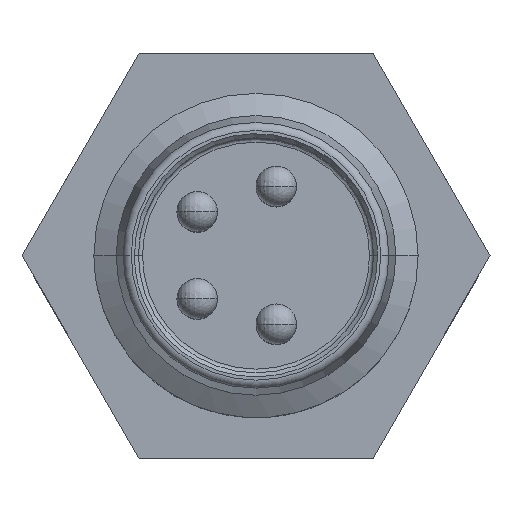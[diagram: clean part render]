
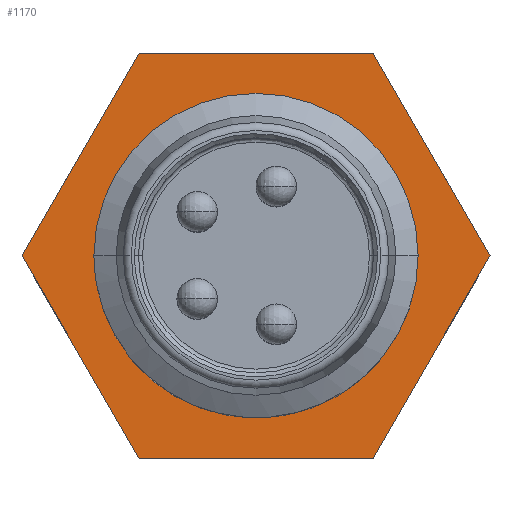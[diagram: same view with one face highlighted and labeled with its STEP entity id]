
A CAD part, top view. The second image highlights one B-rep face of the part: STEP entity #1170.
In plain terms, the highlighted planar face has unit normal (0, 0, 1).
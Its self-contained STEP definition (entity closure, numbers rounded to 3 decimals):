
#1109=AXIS2_PLACEMENT_3D('Plane Axis2P3D',#1106,#1107,#1108) ;
#1154=AXIS2_PLACEMENT_3D('Circle Axis2P3D',#1152,#1153,$) ;
#1163=AXIS2_PLACEMENT_3D('Circle Axis2P3D',#1161,#1162,$) ;
#1071=CARTESIAN_POINT('Line Origine',(5.774,10.,15.5)) ;
#1075=CARTESIAN_POINT('Vertex',(8.66,10.,15.5)) ;
#1077=CARTESIAN_POINT('Vertex',(2.887,10.,15.5)) ;
#1106=CARTESIAN_POINT('Axis2P3D Location',(5.774,5.,15.5)) ;
#1111=CARTESIAN_POINT('Line Origine',(10.104,7.5,15.5)) ;
#1115=CARTESIAN_POINT('Vertex',(11.547,5.,15.5)) ;
#1118=CARTESIAN_POINT('Line Origine',(1.443,7.5,15.5)) ;
#1122=CARTESIAN_POINT('Vertex',(0.,5.,15.5)) ;
#1125=CARTESIAN_POINT('Line Origine',(1.443,2.5,15.5)) ;
#1129=CARTESIAN_POINT('Vertex',(2.887,0.,15.5)) ;
#1132=CARTESIAN_POINT('Line Origine',(5.774,0.,15.5)) ;
#1136=CARTESIAN_POINT('Vertex',(8.66,0.,15.5)) ;
#1139=CARTESIAN_POINT('Line Origine',(10.104,2.5,15.5)) ;
#1152=CARTESIAN_POINT('Axis2P3D Location',(5.774,5.,15.5)) ;
#1156=CARTESIAN_POINT('Vertex',(1.774,5.,15.5)) ;
#1158=CARTESIAN_POINT('Vertex',(9.774,5.,15.5)) ;
#1161=CARTESIAN_POINT('Axis2P3D Location',(5.774,5.,15.5)) ;
#1072=DIRECTION('Vector Direction',(-1.,0.,0.)) ;
#1107=DIRECTION('Axis2P3D Direction',(0.,-0.,1.)) ;
#1108=DIRECTION('Axis2P3D XDirection',(1.,0.,0.)) ;
#1112=DIRECTION('Vector Direction',(-0.5,0.866,0.)) ;
#1119=DIRECTION('Vector Direction',(-0.5,-0.866,0.)) ;
#1126=DIRECTION('Vector Direction',(0.5,-0.866,0.)) ;
#1133=DIRECTION('Vector Direction',(1.,0.,0.)) ;
#1140=DIRECTION('Vector Direction',(0.5,0.866,0.)) ;
#1153=DIRECTION('Axis2P3D Direction',(0.,-0.,1.)) ;
#1162=DIRECTION('Axis2P3D Direction',(0.,-0.,1.)) ;
#1073=VECTOR('Line Direction',#1072,1.) ;
#1113=VECTOR('Line Direction',#1112,1.) ;
#1120=VECTOR('Line Direction',#1119,1.) ;
#1127=VECTOR('Line Direction',#1126,1.) ;
#1134=VECTOR('Line Direction',#1133,1.) ;
#1141=VECTOR('Line Direction',#1140,1.) ;
#1145=ORIENTED_EDGE('',*,*,#1117,.T.) ;
#1146=ORIENTED_EDGE('',*,*,#1079,.T.) ;
#1147=ORIENTED_EDGE('',*,*,#1124,.T.) ;
#1148=ORIENTED_EDGE('',*,*,#1131,.T.) ;
#1149=ORIENTED_EDGE('',*,*,#1138,.T.) ;
#1150=ORIENTED_EDGE('',*,*,#1143,.T.) ;
#1167=ORIENTED_EDGE('',*,*,#1160,.F.) ;
#1168=ORIENTED_EDGE('',*,*,#1165,.F.) ;
#1169=FACE_BOUND('',#1166,.T.) ;
#1170=ADVANCED_FACE('Hauptkoerper',(#1151,#1169),#1110,.T.) ;
#1155=CIRCLE('generated circle',#1154,4.) ;
#1164=CIRCLE('generated circle',#1163,4.) ;
#1079=EDGE_CURVE('',#1076,#1078,#1074,.T.) ;
#1117=EDGE_CURVE('',#1116,#1076,#1114,.T.) ;
#1124=EDGE_CURVE('',#1078,#1123,#1121,.T.) ;
#1131=EDGE_CURVE('',#1123,#1130,#1128,.T.) ;
#1138=EDGE_CURVE('',#1130,#1137,#1135,.T.) ;
#1143=EDGE_CURVE('',#1137,#1116,#1142,.T.) ;
#1160=EDGE_CURVE('',#1157,#1159,#1155,.T.) ;
#1165=EDGE_CURVE('',#1159,#1157,#1164,.T.) ;
#1144=EDGE_LOOP('',(#1145,#1146,#1147,#1148,#1149,#1150)) ;
#1166=EDGE_LOOP('',(#1167,#1168)) ;
#1151=FACE_OUTER_BOUND('',#1144,.T.) ;
#1074=LINE('Line',#1071,#1073) ;
#1114=LINE('Line',#1111,#1113) ;
#1121=LINE('Line',#1118,#1120) ;
#1128=LINE('Line',#1125,#1127) ;
#1135=LINE('Line',#1132,#1134) ;
#1142=LINE('Line',#1139,#1141) ;
#1110=PLANE('',#1109) ;
#1076=VERTEX_POINT('',#1075) ;
#1078=VERTEX_POINT('',#1077) ;
#1116=VERTEX_POINT('',#1115) ;
#1123=VERTEX_POINT('',#1122) ;
#1130=VERTEX_POINT('',#1129) ;
#1137=VERTEX_POINT('',#1136) ;
#1157=VERTEX_POINT('',#1156) ;
#1159=VERTEX_POINT('',#1158) ;
